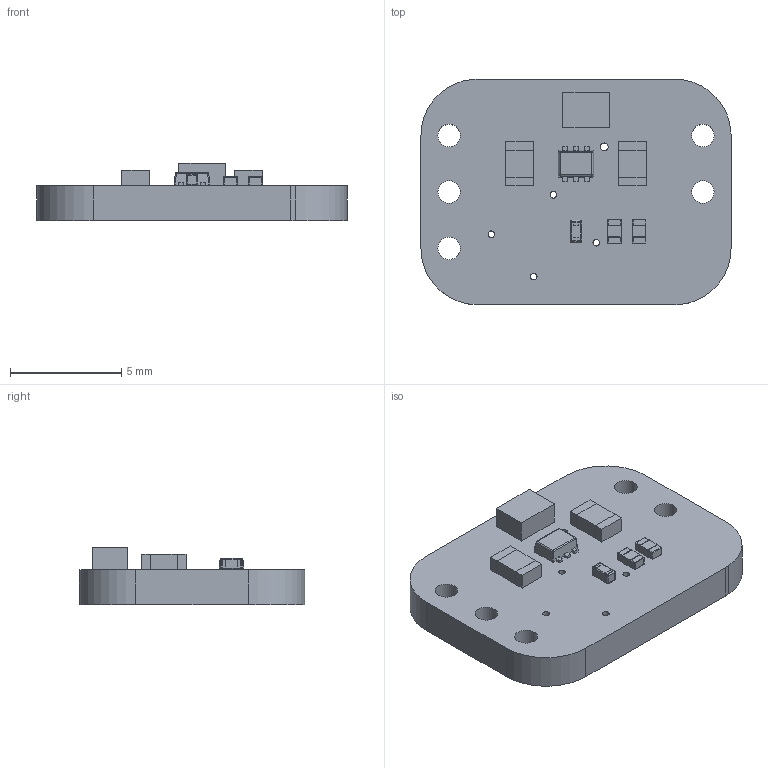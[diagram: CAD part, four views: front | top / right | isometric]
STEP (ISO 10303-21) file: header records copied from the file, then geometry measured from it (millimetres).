
FILE_DESCRIPTION(/* description */ (''),/* implementation_level */ '2;1');
FILE_NAME(/* name */ 'TPS62A02-buck.step',/* time_stamp */ '2025-11-24T09:03:06+01:00',/* author */ (''),/* organization */ (''),/* preprocessor_version */ 'ST-DEVELOPER v20.1',/* originating_system */ 'Autodesk Translation Framework v14.21.0.0',/* authorisation */ '');
FILE_SCHEMA (('AUTOMOTIVE_DESIGN { 1 0 10303 214 3 1 1 }'));
Length unit declared in the file: millimetre
Products named in the file (15): TPS62A02-buck; Board; Packages; L2X1.6; LASKAKIT_HEART_3MM; LASKKIT_10MM_SILKSCREEN; SOTFL50P160X60-6N; FRAME-DRL0006A; BODY-SOT; C0805; R0402; C0402; Pin1; Pin2; CeramicBody
Assembly tree (16 placements, depth 4):
  TPS62A02-buck
    Board
    Packages
      L2X1.6
      LASKAKIT_HEART_3MM
      LASKKIT_10MM_SILKSCREEN
      SOTFL50P160X60-6N
        FRAME-DRL0006A
        BODY-SOT
      C0805  x2
      R0402  x2
      C0402
        Pin1
        Pin2
        CeramicBody
Bounding box: 13.97 x 10.16 x 2.57 mm (x, y, z)
Volume: 215.9 mm3; surface area: 416.7 mm2
Topology: 16 solids, 16 shells, 329 faces, 733 edges, 438 vertices
Faces by surface type: plane 167, cylinder 100, sphere 44, bspline 18
Full cylindrical faces by diameter (mm): 0.3 x4, 0.35 x1, 1.016 x5
Entity records: 8923 total; most frequent: CARTESIAN_POINT 2507, DIRECTION 1259, ORIENTED_EDGE 1170, EDGE_CURVE 585, AXIS2_PLACEMENT_3D 440, LINE 379, VECTOR 379, VERTEX_POINT 358
